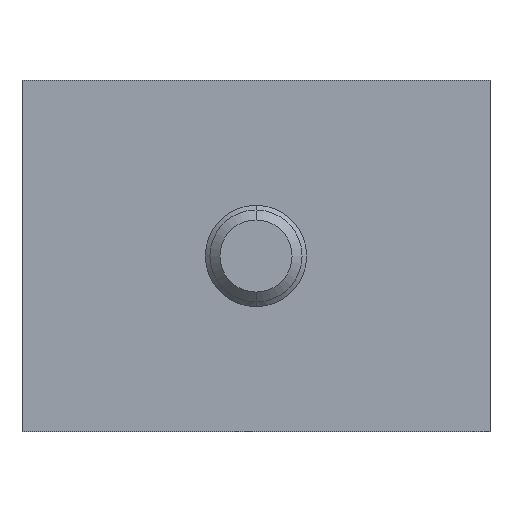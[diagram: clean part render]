
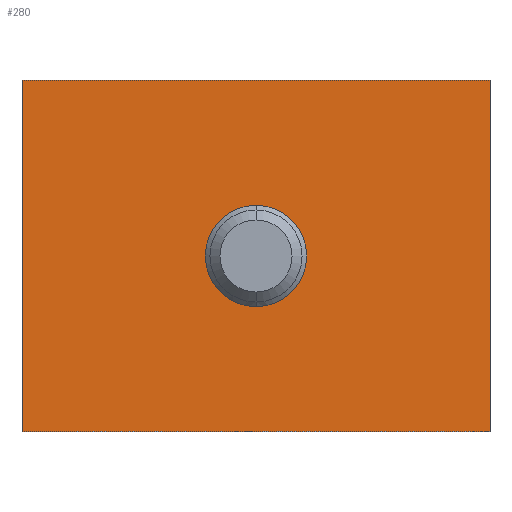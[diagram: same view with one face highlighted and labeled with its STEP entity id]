
A CAD part, front view. The second image highlights one B-rep face of the part: STEP entity #280.
In plain terms, the highlighted planar face has unit normal (0, -1, 0).
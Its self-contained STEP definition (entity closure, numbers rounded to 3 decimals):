
#198=EDGE_CURVE('',#348,#222,#542,.T.);
#210=EDGE_CURVE('',#222,#468,#557,.T.);
#212=VERTEX_POINT('',#559);
#222=VERTEX_POINT('',#569);
#280=ADVANCED_FACE('',(#632,#633),#634,.F.);
#348=VERTEX_POINT('',#709);
#370=EDGE_CURVE('',#212,#458,#733,.T.);
#412=VERTEX_POINT('',#783);
#438=EDGE_CURVE('',#412,#348,#811,.T.);
#446=EDGE_CURVE('',#412,#468,#819,.T.);
#456=EDGE_CURVE('',#458,#212,#830,.T.);
#458=VERTEX_POINT('',#832);
#468=VERTEX_POINT('',#842);
#542=LINE('',#914,#915);
#557=LINE('',#933,#934);
#559=CARTESIAN_POINT('',(-2.75,0.,0.));
#569=CARTESIAN_POINT('',(12.7,0.0,-9.525));
#632=FACE_BOUND('',#1041,.T.);
#633=FACE_OUTER_BOUND('',#1042,.T.);
#634=PLANE('',#1043);
#709=CARTESIAN_POINT('',(12.7,0.0,9.525));
#733=CIRCLE('',#1182,2.75);
#783=CARTESIAN_POINT('',(-12.7,0.0,9.525));
#811=LINE('',#1287,#1288);
#819=LINE('',#1302,#1303);
#830=CIRCLE('',#1319,2.75);
#832=CARTESIAN_POINT('',(2.75,0.0,0.));
#842=CARTESIAN_POINT('',(-12.7,0.0,-9.525));
#914=CARTESIAN_POINT('',(12.7,0.0,0.0));
#915=VECTOR('',#1412,1.0);
#933=CARTESIAN_POINT('',(0.0,0.0,-9.525));
#934=VECTOR('',#1438,1.0);
#1041=EDGE_LOOP('',(#1511,#1512));
#1042=EDGE_LOOP('',(#1513,#1514,#1515,#1516));
#1043=AXIS2_PLACEMENT_3D('',#1517,#1518,#1519);
#1182=AXIS2_PLACEMENT_3D('',#1625,#1626,#1627);
#1287=CARTESIAN_POINT('',(0.0,0.0,9.525));
#1288=VECTOR('',#1733,1.0);
#1302=CARTESIAN_POINT('',(-12.7,0.0,0.0));
#1303=VECTOR('',#1739,1.0);
#1319=AXIS2_PLACEMENT_3D('',#1750,#1751,#1752);
#1412=DIRECTION('',(0.0,0.0,-1.0));
#1438=DIRECTION('',(-1.0,0.0,0.0));
#1511=ORIENTED_EDGE('',*,*,#370,.T.);
#1512=ORIENTED_EDGE('',*,*,#456,.T.);
#1513=ORIENTED_EDGE('',*,*,#446,.T.);
#1514=ORIENTED_EDGE('',*,*,#210,.F.);
#1515=ORIENTED_EDGE('',*,*,#198,.F.);
#1516=ORIENTED_EDGE('',*,*,#438,.F.);
#1517=CARTESIAN_POINT('',(0.0,0.0,0.0));
#1518=DIRECTION('',(0.0,1.0,0.0));
#1519=DIRECTION('',(0.0,0.0,1.0));
#1625=CARTESIAN_POINT('',(0.,0.0,0.0));
#1626=DIRECTION('',(-0.0,1.0,0.0));
#1627=DIRECTION('',(1.0,0.0,0.0));
#1733=DIRECTION('',(1.0,0.0,0.0));
#1739=DIRECTION('',(0.0,0.0,-1.0));
#1750=CARTESIAN_POINT('',(0.,0.0,0.0));
#1751=DIRECTION('',(-0.0,1.0,0.0));
#1752=DIRECTION('',(1.0,0.0,0.0));
